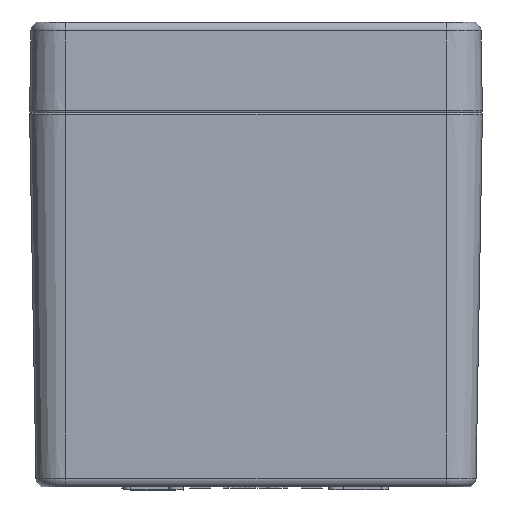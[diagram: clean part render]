
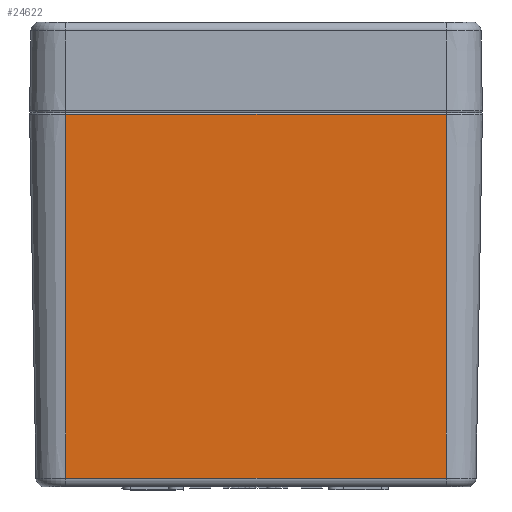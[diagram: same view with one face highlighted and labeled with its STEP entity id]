
A CAD part, left-side view. The second image highlights one B-rep face of the part: STEP entity #24622.
In plain terms, the highlighted planar face has unit normal (-1, 0, -0.018).
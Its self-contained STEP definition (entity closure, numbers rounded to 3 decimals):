
#5379=CARTESIAN_POINT('',(-79.995,31.5,-0.305));
#5380=VERTEX_POINT('',#5379);
#5405=CARTESIAN_POINT('',(-79.995,-31.5,-0.305));
#5406=VERTEX_POINT('',#5405);
#5416=CARTESIAN_POINT('',(-79.995,31.5,-0.305));
#5417=DIRECTION('',(0.0,-1.0,0.0));
#5418=VECTOR('',#5417,63.);
#5419=LINE('',#5416,#5418);
#5420=EDGE_CURVE('',#5380,#5406,#5419,.T.);
#5720=CARTESIAN_POINT('',(-78.944,-31.5,-60.526));
#5721=VERTEX_POINT('',#5720);
#5756=CARTESIAN_POINT('',(-78.944,31.5,-60.526));
#5757=VERTEX_POINT('',#5756);
#5789=CARTESIAN_POINT('',(-78.944,-31.5,-60.526));
#5790=DIRECTION('',(0.0,1.0,0.0));
#5791=VECTOR('',#5790,63.);
#5792=LINE('',#5789,#5791);
#5793=EDGE_CURVE('',#5721,#5757,#5792,.T.);
#5811=CARTESIAN_POINT('',(-79.995,-31.5,-0.305));
#5812=DIRECTION('',(0.017,0.0,-1.));
#5813=VECTOR('',#5812,60.23);
#5814=LINE('',#5811,#5813);
#5815=EDGE_CURVE('',#5406,#5721,#5814,.T.);
#24606=CARTESIAN_POINT('',(-80.0,31.5,0.0));
#24607=DIRECTION('',(-1.,0.0,-0.017));
#24608=DIRECTION('',(0.0,1.0,0.0));
#24609=AXIS2_PLACEMENT_3D('',#24606,#24607,#24608);
#24610=PLANE('',#24609);
#24611=ORIENTED_EDGE('',*,*,#5420,.F.);
#24612=CARTESIAN_POINT('',(-79.995,31.5,-0.305));
#24613=DIRECTION('',(0.017,0.0,-1.));
#24614=VECTOR('',#24613,60.23);
#24615=LINE('',#24612,#24614);
#24616=EDGE_CURVE('',#5380,#5757,#24615,.T.);
#24617=ORIENTED_EDGE('',*,*,#24616,.T.);
#24618=ORIENTED_EDGE('',*,*,#5793,.F.);
#24619=ORIENTED_EDGE('',*,*,#5815,.F.);
#24620=EDGE_LOOP('',(#24611,#24617,#24618,#24619));
#24621=FACE_OUTER_BOUND('',#24620,.T.);
#24622=ADVANCED_FACE('',(#24621),#24610,.T.);
